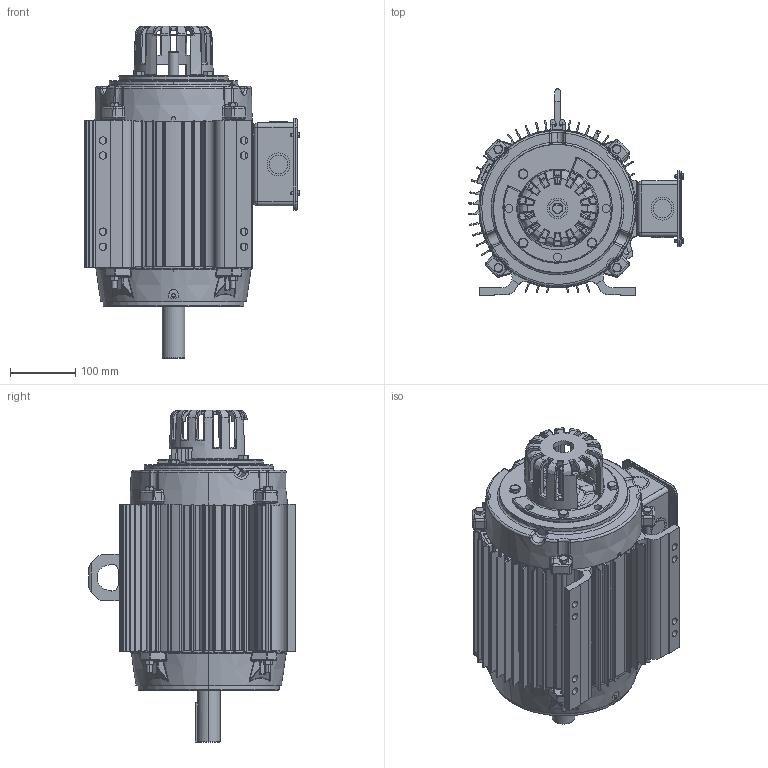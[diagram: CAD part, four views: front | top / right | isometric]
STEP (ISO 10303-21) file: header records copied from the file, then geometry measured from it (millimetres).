
FILE_DESCRIPTION (( 'STEP AP214' ), '1' );
FILE_NAME ('Y542-A772.STEP', '2022-01-25T19:38:47', ( '' ), ( '' ), 'SwSTEP 2.0', 'SolidWorks 2017', '' );
FILE_SCHEMA (( 'AUTOMOTIVE_DESIGN' ));
Length unit declared in the file: inch
Products named in the file (1): Y542-A772
Bounding box: 329.1 x 316.39 x 508.81 mm (x, y, z)
Volume: 3979610 mm3; surface area: 1493916.4 mm2
Topology: 31 solids, 31 shells, 3958 faces, 10387 edges, 6312 vertices
Faces by surface type: bspline 1290, cylinder 1111, plane 1078, cone 479
Entity records: 172288 total; most frequent: CARTESIAN_POINT 84772, ORIENTED_EDGE 20338, DIRECTION 15915, EDGE_CURVE 10169, VERTEX_POINT 6312, AXIS2_PLACEMENT_3D 6257, EDGE_LOOP 4149, FACE_OUTER_BOUND 3958
